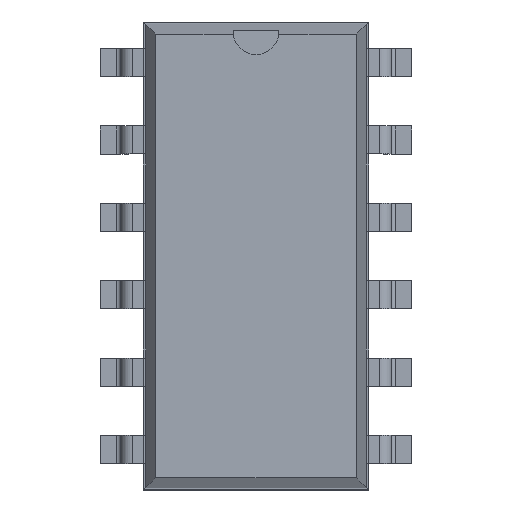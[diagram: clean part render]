
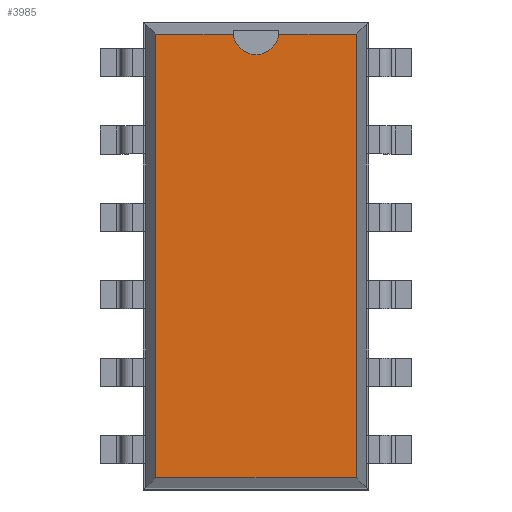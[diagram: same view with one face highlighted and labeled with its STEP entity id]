
A CAD part, top view. The second image highlights one B-rep face of the part: STEP entity #3985.
In plain terms, the highlighted planar face has unit normal (0, 0, 1).
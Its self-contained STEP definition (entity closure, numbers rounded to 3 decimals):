
#27=VECTOR('',#28,1.);
#28=DIRECTION('',(0.,1.,0.));
#34=VECTOR('',#35,1.);
#35=DIRECTION('',(-1.,0.,0.));
#41=VECTOR('',#42,1.);
#42=DIRECTION('',(0.,-1.,0.));
#46=VECTOR('',#47,1.);
#47=DIRECTION('',(1.,0.,0.));
#50=DIRECTION('',(0.,0.,-1.));
#863=DIRECTION('',(0.,0.,-1.));
#2697=VERTEX_POINT('',#2698);
#2698=CARTESIAN_POINT('',(3.296,7.281,3.68));
#2700=ORIENTED_EDGE('',*,*,#2701,.F.);
#2701=EDGE_CURVE('',#2702,#2697,#2704,.T.);
#2702=VERTEX_POINT('',#2703);
#2703=CARTESIAN_POINT('',(3.296,-7.281,3.68));
#2704=LINE('',#2703,#27);
#3312=VERTEX_POINT('',#3313);
#3313=CARTESIAN_POINT('',(-3.296,7.281,3.68));
#3315=ORIENTED_EDGE('',*,*,#3316,.F.);
#3316=EDGE_CURVE('',#3317,#3312,#3319,.T.);
#3317=VERTEX_POINT('',#3318);
#3318=CARTESIAN_POINT('',(-0.746,7.281,3.68));
#3319=LINE('',#2698,#34);
#3338=VERTEX_POINT('',#3339);
#3339=CARTESIAN_POINT('',(0.746,7.281,3.68));
#3345=ORIENTED_EDGE('',*,*,#3346,.F.);
#3346=EDGE_CURVE('',#2697,#3338,#3319,.T.);
#3372=VERTEX_POINT('',#3373);
#3373=CARTESIAN_POINT('',(-3.296,-7.281,3.68));
#3375=ORIENTED_EDGE('',*,*,#3376,.F.);
#3376=EDGE_CURVE('',#3312,#3372,#3377,.T.);
#3377=LINE('',#3313,#41);
#3980=ORIENTED_EDGE('',*,*,#3981,.F.);
#3981=EDGE_CURVE('',#3372,#2702,#3982,.T.);
#3982=LINE('',#3373,#46);
#3985=ADVANCED_FACE('',(#3986),#3997,.F.);
#3986=FACE_BOUND('',#3987,.F.);
#3987=EDGE_LOOP('',(#2700,#3980,#3375,#3315,#3988,#3995,#3345));
#3988=ORIENTED_EDGE('',*,*,#3989,.F.);
#3989=EDGE_CURVE('',#3990,#3317,#3992,.T.);
#3990=VERTEX_POINT('',#3991);
#3991=CARTESIAN_POINT('',(0.,6.606,3.68));
#3992=CIRCLE('',#3993,0.75);
#3993=AXIS2_PLACEMENT_3D('',#3994,#863,#42);
#3994=CARTESIAN_POINT('',(0.,7.356,3.68));
#3995=ORIENTED_EDGE('',*,*,#3996,.F.);
#3996=EDGE_CURVE('',#3338,#3990,#3992,.T.);
#3997=PLANE('',#3998);
#3998=AXIS2_PLACEMENT_3D('',#2703,#50,#3999);
#3999=DIRECTION('',(-0.412,0.911,0.));
